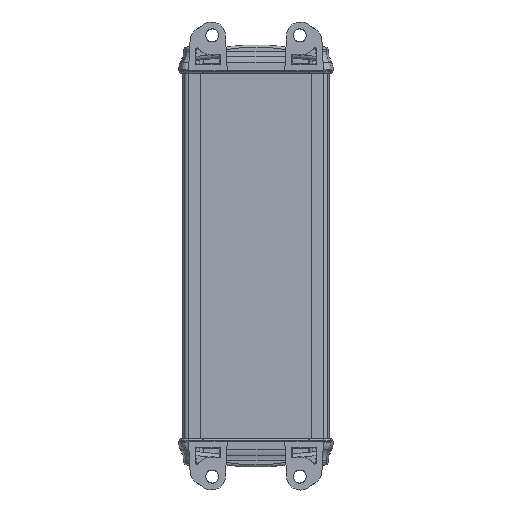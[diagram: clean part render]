
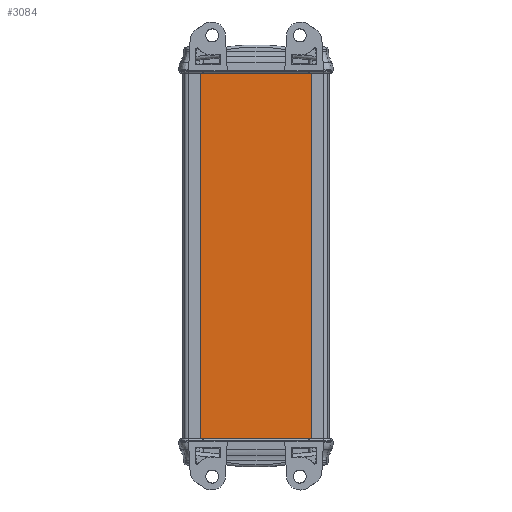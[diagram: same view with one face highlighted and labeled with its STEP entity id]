
A CAD part, front view. The second image highlights one B-rep face of the part: STEP entity #3084.
In plain terms, the highlighted planar face has unit normal (0, -1, 0).
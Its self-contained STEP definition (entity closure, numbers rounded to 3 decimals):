
#3028=CARTESIAN_POINT('',(22.,-9.5,75.0));
#3029=VERTEX_POINT('',#3028);
#3036=CARTESIAN_POINT('',(22.,-9.5,-75.0));
#3037=VERTEX_POINT('',#3036);
#3038=CARTESIAN_POINT('',(22.,-9.5,-75.0));
#3039=DIRECTION('',(0.0,0.0,1.0));
#3040=VECTOR('',#3039,150.0);
#3041=LINE('',#3038,#3040);
#3042=EDGE_CURVE('',#3037,#3029,#3041,.T.);
#3054=CARTESIAN_POINT('',(22.,-9.5,-75.0));
#3055=DIRECTION('',(0.0,-1.0,0.0));
#3056=DIRECTION('',(0.0,0.0,-1.0));
#3057=AXIS2_PLACEMENT_3D('',#3054,#3055,#3056);
#3058=PLANE('',#3057);
#3059=CARTESIAN_POINT('',(-22.,-9.5,75.0));
#3060=VERTEX_POINT('',#3059);
#3061=CARTESIAN_POINT('',(22.,-9.5,75.0));
#3062=DIRECTION('',(-1.0,0.0,0.0));
#3063=VECTOR('',#3062,44.);
#3064=LINE('',#3061,#3063);
#3065=EDGE_CURVE('',#3029,#3060,#3064,.T.);
#3066=ORIENTED_EDGE('',*,*,#3065,.T.);
#3067=CARTESIAN_POINT('',(-22.,-9.5,-75.0));
#3068=VERTEX_POINT('',#3067);
#3069=CARTESIAN_POINT('',(-22.,-9.5,-75.0));
#3070=DIRECTION('',(0.0,0.0,1.0));
#3071=VECTOR('',#3070,150.0);
#3072=LINE('',#3069,#3071);
#3073=EDGE_CURVE('',#3068,#3060,#3072,.T.);
#3074=ORIENTED_EDGE('',*,*,#3073,.F.);
#3075=CARTESIAN_POINT('',(22.,-9.5,-75.0));
#3076=DIRECTION('',(-1.0,0.0,0.0));
#3077=VECTOR('',#3076,44.);
#3078=LINE('',#3075,#3077);
#3079=EDGE_CURVE('',#3037,#3068,#3078,.T.);
#3080=ORIENTED_EDGE('',*,*,#3079,.F.);
#3081=ORIENTED_EDGE('',*,*,#3042,.T.);
#3082=EDGE_LOOP('',(#3066,#3074,#3080,#3081));
#3083=FACE_OUTER_BOUND('',#3082,.T.);
#3084=ADVANCED_FACE('',(#3083),#3058,.T.);
